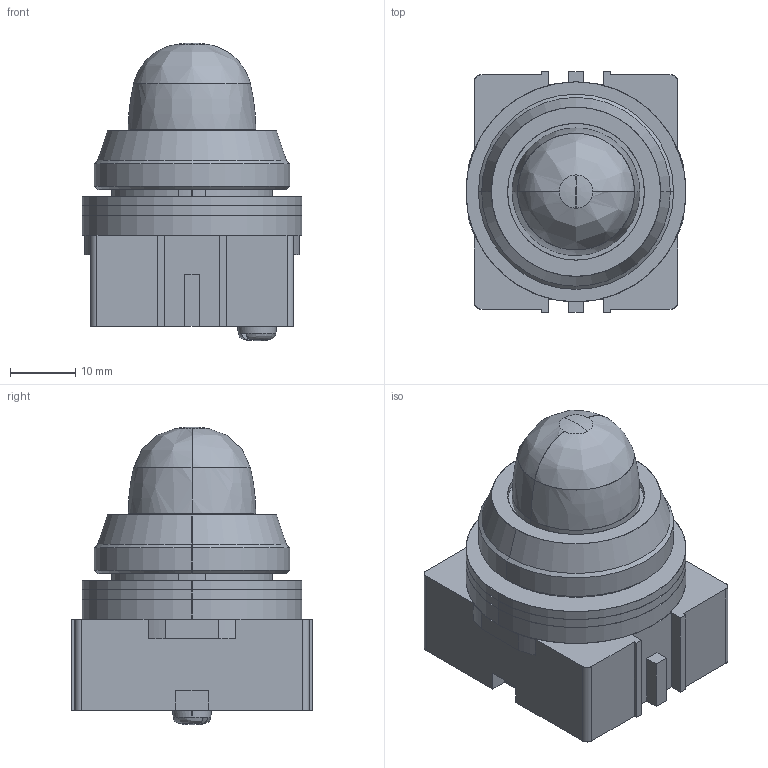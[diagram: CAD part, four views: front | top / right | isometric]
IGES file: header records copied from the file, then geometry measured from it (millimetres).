
Start section: SolidWorks IGES file using analytic representation for surfaces
Global section: file name: 21_APS1[66][11][22]DN$.IGS; native system: SolidWorks 2019; preprocessor: SolidWorks 2019; author: 1003643; date: 201120.155822; units: millimetre
Bounding box: 33.8 x 37 x 45.75 mm (x, y, z)
Surface area: 13694.5 mm2 (no closed solid volume)
Topology: 0 solids, 0 shells, 209 faces, 2538 edges, 2536 vertices
Faces by surface type: bspline 134, revolution 75
